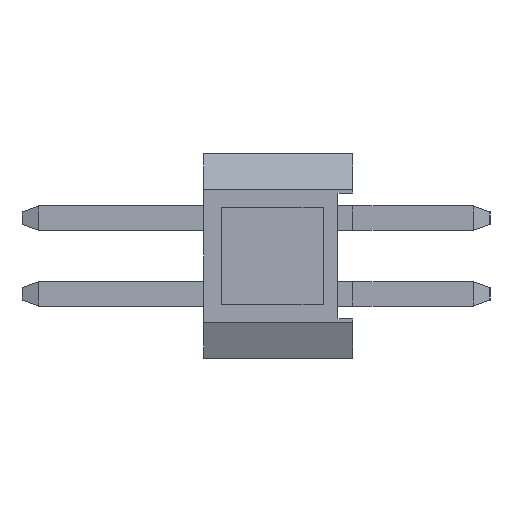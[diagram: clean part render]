
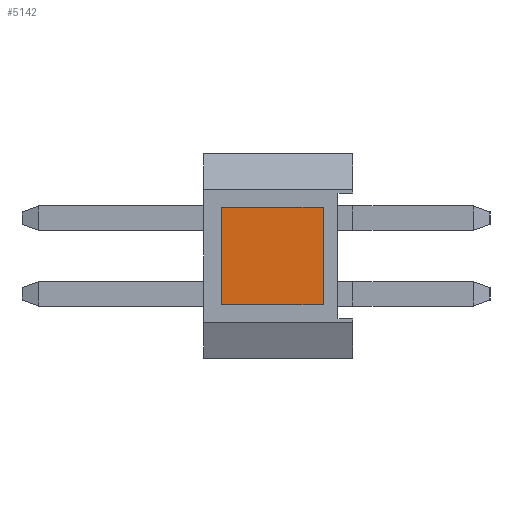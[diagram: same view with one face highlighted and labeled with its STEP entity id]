
A CAD part, left-side view. The second image highlights one B-rep face of the part: STEP entity #5142.
In plain terms, the highlighted planar face has unit normal (-1, 0, 0).
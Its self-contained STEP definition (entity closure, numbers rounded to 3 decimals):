
#215 = LINE ( 'NONE', #8684, #3739 ) ;
#311 = LINE ( 'NONE', #10709, #7519 ) ;
#601 = DIRECTION ( 'NONE',  ( 0., 0., -1. ) ) ;
#1363 = DIRECTION ( 'NONE',  ( 0., -1., 0. ) ) ;
#1464 = EDGE_CURVE ( 'NONE', #6718, #5654, #215, .T. ) ;
#1591 = CARTESIAN_POINT ( 'NONE',  ( -9.525, 0.5, -1.715 ) ) ;
#1725 = EDGE_CURVE ( 'NONE', #6718, #11123, #311, .T. ) ;
#1769 = DIRECTION ( 'NONE',  ( 1., 0., 0. ) ) ;
#2929 = DIRECTION ( 'NONE',  ( 0., 1., 0. ) ) ;
#3032 = EDGE_LOOP ( 'NONE', ( #12461, #5302, #6648, #13634 ) ) ;
#3739 = VECTOR ( 'NONE', #1363, 1000. ) ;
#5142 = ADVANCED_FACE ( 'NONE', ( #10107 ), #6926, .F. ) ;
#5302 = ORIENTED_EDGE ( 'NONE', *, *, #1725, .F. ) ;
#5488 = EDGE_CURVE ( 'NONE', #10426, #11123, #6209, .T. ) ;
#5654 = VERTEX_POINT ( 'NONE', #12921 ) ;
#6149 = CARTESIAN_POINT ( 'NONE',  ( -9.525, 2.2, -0.815 ) ) ;
#6209 = LINE ( 'NONE', #9179, #7670 ) ;
#6226 = VECTOR ( 'NONE', #10207, 1000. ) ;
#6648 = ORIENTED_EDGE ( 'NONE', *, *, #1464, .T. ) ;
#6718 = VERTEX_POINT ( 'NONE', #6149 ) ;
#6926 = PLANE ( 'NONE',  #8317 ) ;
#7519 = VECTOR ( 'NONE', #8785, 1000. ) ;
#7670 = VECTOR ( 'NONE', #2929, 1000. ) ;
#8317 = AXIS2_PLACEMENT_3D ( 'NONE', #11407, #1769, #601 ) ;
#8684 = CARTESIAN_POINT ( 'NONE',  ( -9.525, 2.5, -0.815 ) ) ;
#8785 = DIRECTION ( 'NONE',  ( 0., 0., 1. ) ) ;
#9179 = CARTESIAN_POINT ( 'NONE',  ( -9.525, 2.5, 0.815 ) ) ;
#10107 = FACE_OUTER_BOUND ( 'NONE', #3032, .T. ) ;
#10207 = DIRECTION ( 'NONE',  ( 0., 0., 1. ) ) ;
#10426 = VERTEX_POINT ( 'NONE', #12627 ) ;
#10709 = CARTESIAN_POINT ( 'NONE',  ( -9.525, 2.2, -1.715 ) ) ;
#11123 = VERTEX_POINT ( 'NONE', #11854 ) ;
#11407 = CARTESIAN_POINT ( 'NONE',  ( -9.525, 2.5, 1.715 ) ) ;
#11854 = CARTESIAN_POINT ( 'NONE',  ( -9.525, 2.2, 0.815 ) ) ;
#12461 = ORIENTED_EDGE ( 'NONE', *, *, #5488, .T. ) ;
#12627 = CARTESIAN_POINT ( 'NONE',  ( -9.525, 0.5, 0.815 ) ) ;
#12921 = CARTESIAN_POINT ( 'NONE',  ( -9.525, 0.5, -0.815 ) ) ;
#13126 = LINE ( 'NONE', #1591, #6226 ) ;
#13504 = EDGE_CURVE ( 'NONE', #5654, #10426, #13126, .T. ) ;
#13634 = ORIENTED_EDGE ( 'NONE', *, *, #13504, .T. ) ;
